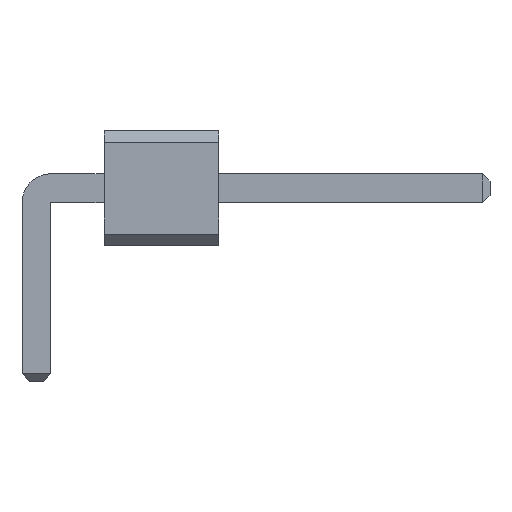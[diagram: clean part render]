
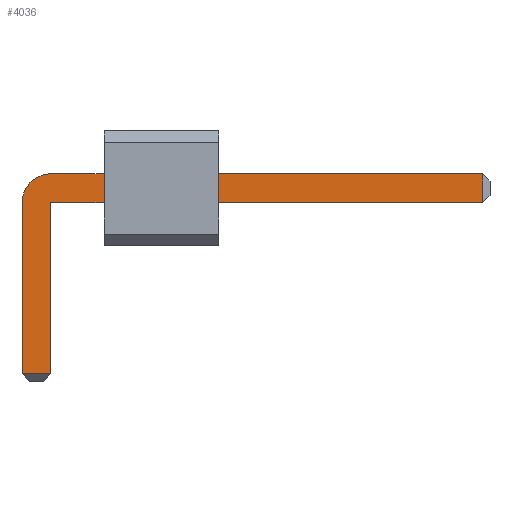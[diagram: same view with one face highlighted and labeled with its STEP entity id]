
A CAD part, front view. The second image highlights one B-rep face of the part: STEP entity #4036.
In plain terms, the highlighted planar face has unit normal (0, -1, 0).
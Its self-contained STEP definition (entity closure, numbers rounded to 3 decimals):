
#13=DIRECTION('',(0.,0.,1.));
#1810=VECTOR('',#13,1.);
#3836=VECTOR('',#3837,1.);
#3837=DIRECTION('',(1.,0.,0.));
#3843=VECTOR('',#3844,1.);
#3844=DIRECTION('',(0.,0.,-1.));
#3851=VECTOR('',#3852,1.);
#3852=DIRECTION('',(-1.,0.,0.));
#3873=DIRECTION('',(-0.,1.,0.));
#3877=DIRECTION('',(0.,1.,0.));
#3878=DIRECTION('',(1.,0.,0.));
#3885=VERTEX_POINT('',#3886);
#3886=CARTESIAN_POINT('',(0.32,-76.52,1.59));
#3888=ORIENTED_EDGE('',*,*,#3889,.T.);
#3889=EDGE_CURVE('',#3885,#3890,#3892,.T.);
#3890=VERTEX_POINT('',#3891);
#3891=CARTESIAN_POINT('',(9.88,-76.52,1.59));
#3892=LINE('',#3893,#3836);
#3893=CARTESIAN_POINT('',(-0.32,-76.52,1.59));
#3931=EDGE_CURVE('',#3932,#3885,#3934,.T.);
#3932=VERTEX_POINT('',#3933);
#3933=CARTESIAN_POINT('',(-0.32,-76.52,0.95));
#3934=CIRCLE('',#3935,0.64);
#3935=AXIS2_PLACEMENT_3D('',#3936,#3873,#3844);
#3936=CARTESIAN_POINT('',(0.32,-76.52,0.95));
#3948=VERTEX_POINT('',#3949);
#3949=CARTESIAN_POINT('',(9.88,-76.52,0.95));
#3951=ORIENTED_EDGE('',*,*,#3952,.T.);
#3952=EDGE_CURVE('',#3948,#3953,#3954,.T.);
#3953=VERTEX_POINT('',#3936);
#3954=LINE('',#3955,#3851);
#3955=CARTESIAN_POINT('',(10.04,-76.52,0.95));
#3967=VERTEX_POINT('',#3968);
#3968=CARTESIAN_POINT('',(-0.32,-76.52,-2.84));
#3970=ORIENTED_EDGE('',*,*,#3971,.T.);
#3971=EDGE_CURVE('',#3967,#3932,#3972,.T.);
#3972=LINE('',#3973,#1810);
#3973=CARTESIAN_POINT('',(-0.32,-76.52,-3.));
#3981=ORIENTED_EDGE('',*,*,#3982,.T.);
#3982=EDGE_CURVE('',#3953,#3983,#3985,.T.);
#3983=VERTEX_POINT('',#3984);
#3984=CARTESIAN_POINT('',(0.32,-76.52,-2.84));
#3985=LINE('',#3936,#3843);
#4036=ADVANCED_FACE('',(#4037),#4046,.F.);
#4037=FACE_BOUND('',#4038,.F.);
#4038=EDGE_LOOP('',(#3888,#4039,#3951,#3981,#4042,#3970,#4045));
#4039=ORIENTED_EDGE('',*,*,#4040,.T.);
#4040=EDGE_CURVE('',#3890,#3948,#4041,.T.);
#4041=LINE('',#3891,#3843);
#4042=ORIENTED_EDGE('',*,*,#4043,.T.);
#4043=EDGE_CURVE('',#3983,#3967,#4044,.T.);
#4044=LINE('',#3984,#3851);
#4045=ORIENTED_EDGE('',*,*,#3931,.T.);
#4046=PLANE('',#4047);
#4047=AXIS2_PLACEMENT_3D('',#4048,#3877,#3878);
#4048=CARTESIAN_POINT('',(3.576,-76.52,0.579));
